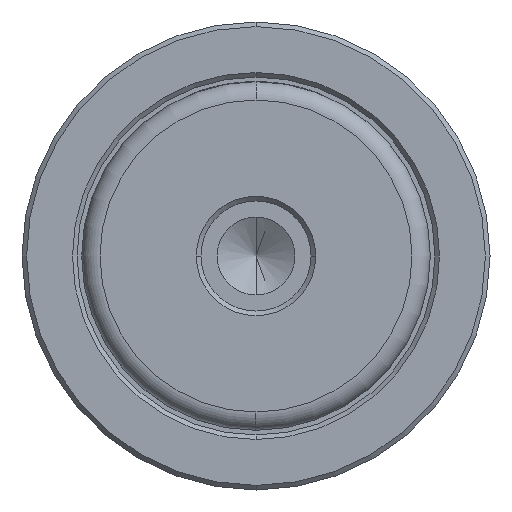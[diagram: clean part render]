
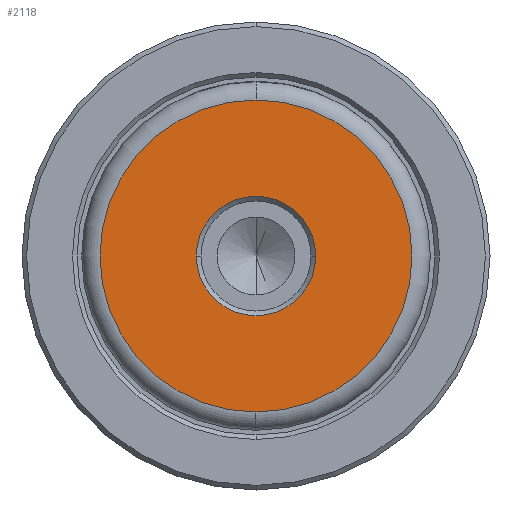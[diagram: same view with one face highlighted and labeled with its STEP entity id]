
A CAD part, left-side view. The second image highlights one B-rep face of the part: STEP entity #2118.
In plain terms, the highlighted planar face has unit normal (-1, 0, 0).
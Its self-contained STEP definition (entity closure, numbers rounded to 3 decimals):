
#6 = FACE_OUTER_BOUND ( 'NONE', #1174, .T. ) ;
#54 = CARTESIAN_POINT ( 'NONE',  ( 0., 0., 0. ) ) ;
#57 = VERTEX_POINT ( 'NONE', #438 ) ;
#133 = PLANE ( 'NONE',  #1730 ) ;
#134 = CARTESIAN_POINT ( 'NONE',  ( 0., 0., 0. ) ) ;
#163 = AXIS2_PLACEMENT_3D ( 'NONE', #54, #1374, #245 ) ;
#188 = ORIENTED_EDGE ( 'NONE', *, *, #1547, .T. ) ;
#215 = EDGE_LOOP ( 'NONE', ( #1189, #1630 ) ) ;
#245 = DIRECTION ( 'NONE',  ( 0., 0., 1. ) ) ;
#293 = CARTESIAN_POINT ( 'NONE',  ( 0., 0., 0. ) ) ;
#327 = DIRECTION ( 'NONE',  ( 0., 0., 1. ) ) ;
#328 = DIRECTION ( 'NONE',  ( 0., 0., 1. ) ) ;
#438 = CARTESIAN_POINT ( 'NONE',  ( 0., 0., 16.997 ) ) ;
#443 = CARTESIAN_POINT ( 'NONE',  ( 0., 0., 0. ) ) ;
#474 = DIRECTION ( 'NONE',  ( 0., 0., 1. ) ) ;
#568 = AXIS2_PLACEMENT_3D ( 'NONE', #293, #1620, #474 ) ;
#588 = EDGE_CURVE ( 'NONE', #785, #977, #1247, .T. ) ;
#632 = DIRECTION ( 'NONE',  ( 0., 0., 1. ) ) ;
#785 = VERTEX_POINT ( 'NONE', #1206 ) ;
#843 = VERTEX_POINT ( 'NONE', #1241 ) ;
#977 = VERTEX_POINT ( 'NONE', #1619 ) ;
#1089 = CIRCLE ( 'NONE', #1129, 6.5 ) ;
#1129 = AXIS2_PLACEMENT_3D ( 'NONE', #443, #1781, #632 ) ;
#1144 = EDGE_CURVE ( 'NONE', #977, #785, #1089, .T. ) ;
#1174 = EDGE_LOOP ( 'NONE', ( #188, #2085 ) ) ;
#1189 = ORIENTED_EDGE ( 'NONE', *, *, #1144, .T. ) ;
#1206 = CARTESIAN_POINT ( 'NONE',  ( 0., 6.5, 0. ) ) ;
#1241 = CARTESIAN_POINT ( 'NONE',  ( 0., 0., -16.997 ) ) ;
#1247 = CIRCLE ( 'NONE', #1259, 6.5 ) ;
#1259 = AXIS2_PLACEMENT_3D ( 'NONE', #134, #1458, #328 ) ;
#1307 = CIRCLE ( 'NONE', #568, 16.997 ) ;
#1374 = DIRECTION ( 'NONE',  ( -1., 0., 0. ) ) ;
#1457 = DIRECTION ( 'NONE',  ( -1., 0., 0. ) ) ;
#1458 = DIRECTION ( 'NONE',  ( 1., 0., 0. ) ) ;
#1547 = EDGE_CURVE ( 'NONE', #57, #843, #1847, .T. ) ;
#1619 = CARTESIAN_POINT ( 'NONE',  ( 0., -6.5, 0. ) ) ;
#1620 = DIRECTION ( 'NONE',  ( -1., 0., 0. ) ) ;
#1630 = ORIENTED_EDGE ( 'NONE', *, *, #588, .T. ) ;
#1730 = AXIS2_PLACEMENT_3D ( 'NONE', #2212, #1457, #327 ) ;
#1781 = DIRECTION ( 'NONE',  ( 1., 0., 0. ) ) ;
#1847 = CIRCLE ( 'NONE', #163, 16.997 ) ;
#1996 = EDGE_CURVE ( 'NONE', #843, #57, #1307, .T. ) ;
#2024 = FACE_BOUND ( 'NONE', #215, .T. ) ;
#2085 = ORIENTED_EDGE ( 'NONE', *, *, #1996, .T. ) ;
#2118 = ADVANCED_FACE ( 'NONE', ( #2024, #6 ), #133, .T. ) ;
#2212 = CARTESIAN_POINT ( 'NONE',  ( 0., 0., 0. ) ) ;
